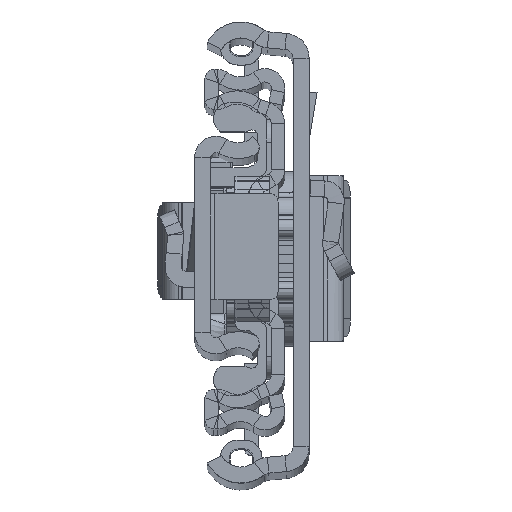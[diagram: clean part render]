
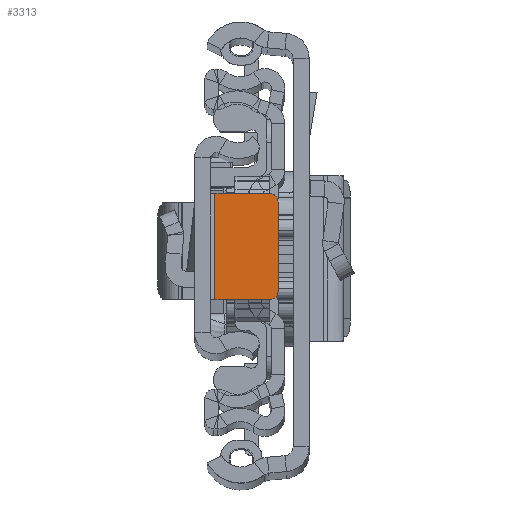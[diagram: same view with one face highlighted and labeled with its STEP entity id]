
A CAD part, top view. The second image highlights one B-rep face of the part: STEP entity #3313.
In plain terms, the highlighted planar face has unit normal (0, 0, 1).
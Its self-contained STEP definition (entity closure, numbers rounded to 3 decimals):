
#322 = CARTESIAN_POINT ( 'NONE',  ( -9.4, 6.151, -6.8 ) ) ;
#367 = DIRECTION ( 'NONE',  ( 1., 0., 0. ) ) ;
#498 = VECTOR ( 'NONE', #15487, 1000. ) ;
#749 = ORIENTED_EDGE ( 'NONE', *, *, #23705, .F. ) ;
#1085 = CARTESIAN_POINT ( 'NONE',  ( -2.3, -5.849, -6.8 ) ) ;
#1223 = EDGE_CURVE ( 'NONE', #14524, #2377, #7134, .T. ) ;
#1644 = CARTESIAN_POINT ( 'NONE',  ( -8.4, 5.151, -6.8 ) ) ;
#1670 = ORIENTED_EDGE ( 'NONE', *, *, #14886, .F. ) ;
#2377 = VERTEX_POINT ( 'NONE', #23573 ) ;
#2457 = DIRECTION ( 'NONE',  ( 0., 1., 0. ) ) ;
#2633 = FACE_OUTER_BOUND ( 'NONE', #16970, .T. ) ;
#3313 = ADVANCED_FACE ( 'NONE', ( #2633 ), #11874, .T. ) ;
#3399 = CARTESIAN_POINT ( 'NONE',  ( -1.8, 6.151, -6.8 ) ) ;
#3872 = DIRECTION ( 'NONE',  ( -1., 0., 0. ) ) ;
#4055 = DIRECTION ( 'NONE',  ( 0., -1., 0. ) ) ;
#5792 = ORIENTED_EDGE ( 'NONE', *, *, #19123, .F. ) ;
#5794 = CARTESIAN_POINT ( 'NONE',  ( -8.4, -4.849, -6.8 ) ) ;
#7134 = CIRCLE ( 'NONE', #9566, 1. ) ;
#9564 = AXIS2_PLACEMENT_3D ( 'NONE', #21110, #16557, #367 ) ;
#9566 = AXIS2_PLACEMENT_3D ( 'NONE', #5794, #16995, #24272 ) ;
#10236 = VERTEX_POINT ( 'NONE', #10815 ) ;
#10345 = LINE ( 'NONE', #3399, #498 ) ;
#10815 = CARTESIAN_POINT ( 'NONE',  ( -2.3, 6.151, -6.8 ) ) ;
#11106 = VECTOR ( 'NONE', #4055, 1000. ) ;
#11325 = DIRECTION ( 'NONE',  ( 1., 0., 0. ) ) ;
#11691 = LINE ( 'NONE', #322, #22594 ) ;
#11874 = PLANE ( 'NONE',  #9564 ) ;
#11996 = EDGE_CURVE ( 'NONE', #24091, #2377, #15212, .T. ) ;
#12415 = VERTEX_POINT ( 'NONE', #16166 ) ;
#12701 = CARTESIAN_POINT ( 'NONE',  ( -9.4, -4.849, -6.8 ) ) ;
#14524 = VERTEX_POINT ( 'NONE', #12701 ) ;
#14886 = EDGE_CURVE ( 'NONE', #14524, #22659, #11691, .T. ) ;
#15212 = LINE ( 'NONE', #24322, #20280 ) ;
#15487 = DIRECTION ( 'NONE',  ( 1., 0., 0. ) ) ;
#15568 = CARTESIAN_POINT ( 'NONE',  ( -2.3, 6.151, -6.8 ) ) ;
#16166 = CARTESIAN_POINT ( 'NONE',  ( -8.4, 6.151, -6.8 ) ) ;
#16557 = DIRECTION ( 'NONE',  ( 0., 0., 1. ) ) ;
#16970 = EDGE_LOOP ( 'NONE', ( #1670, #18193, #21025, #5792, #749, #27528 ) ) ;
#16995 = DIRECTION ( 'NONE',  ( 0., 0., 1. ) ) ;
#18193 = ORIENTED_EDGE ( 'NONE', *, *, #1223, .T. ) ;
#19049 = EDGE_CURVE ( 'NONE', #12415, #22659, #25622, .T. ) ;
#19123 = EDGE_CURVE ( 'NONE', #10236, #24091, #27524, .T. ) ;
#20280 = VECTOR ( 'NONE', #3872, 1000. ) ;
#21025 = ORIENTED_EDGE ( 'NONE', *, *, #11996, .F. ) ;
#21110 = CARTESIAN_POINT ( 'NONE',  ( 0., 0., -6.8 ) ) ;
#22594 = VECTOR ( 'NONE', #2457, 1000. ) ;
#22659 = VERTEX_POINT ( 'NONE', #24148 ) ;
#22674 = DIRECTION ( 'NONE',  ( 0., 0., 1. ) ) ;
#23573 = CARTESIAN_POINT ( 'NONE',  ( -8.4, -5.849, -6.8 ) ) ;
#23705 = EDGE_CURVE ( 'NONE', #12415, #10236, #10345, .T. ) ;
#24091 = VERTEX_POINT ( 'NONE', #1085 ) ;
#24148 = CARTESIAN_POINT ( 'NONE',  ( -9.4, 5.151, -6.8 ) ) ;
#24272 = DIRECTION ( 'NONE',  ( 1., 0., 0. ) ) ;
#24322 = CARTESIAN_POINT ( 'NONE',  ( -9.4, -5.849, -6.8 ) ) ;
#25622 = CIRCLE ( 'NONE', #27534, 1. ) ;
#27524 = LINE ( 'NONE', #15568, #11106 ) ;
#27528 = ORIENTED_EDGE ( 'NONE', *, *, #19049, .T. ) ;
#27534 = AXIS2_PLACEMENT_3D ( 'NONE', #1644, #22674, #11325 ) ;
